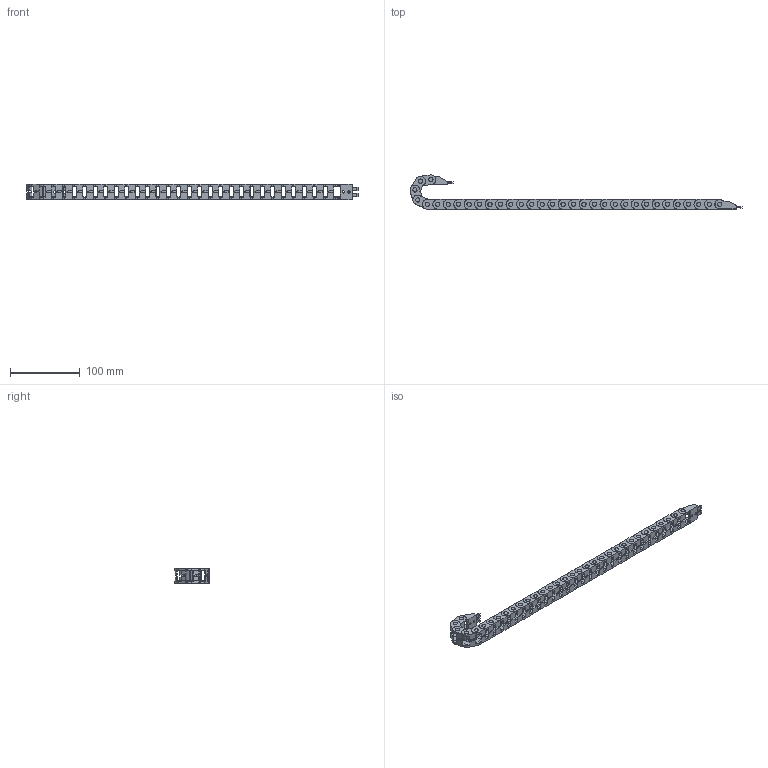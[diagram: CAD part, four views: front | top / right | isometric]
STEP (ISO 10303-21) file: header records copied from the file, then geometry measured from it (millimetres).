
FILE_DESCRIPTION (( 'STEP AP214' ), '1' );
FILE_NAME ('CDC-04X06R07T.STEP', '2024-12-06T11:13:30', ( '' ), ( '' ), 'SwSTEP 2.0', 'SolidWorks 2024', '' );
FILE_SCHEMA (( 'AUTOMOTIVE_DESIGN' ));
Length unit declared in the file: inch
Products named in the file (1): CDC-04X06R07T
Bounding box: 476.85 x 49.33 x 22.7 mm (x, y, z)
Volume: 61460 mm3; surface area: 86215.5 mm2
Topology: 34 solids, 34 shells, 2317 faces, 6541 edges, 4358 vertices
Faces by surface type: plane 1572, cylinder 741, cone 4
Full cylindrical faces by diameter (mm): 3.2 x4, 6 x66, 6.15 x64, 6.2 x2
Entity records: 75229 total; most frequent: CARTESIAN_POINT 13269, DIRECTION 12921, ORIENTED_EDGE 12802, EDGE_CURVE 6401, LINE 4389, VECTOR 4389, VERTEX_POINT 4358, AXIS2_PLACEMENT_3D 4266
